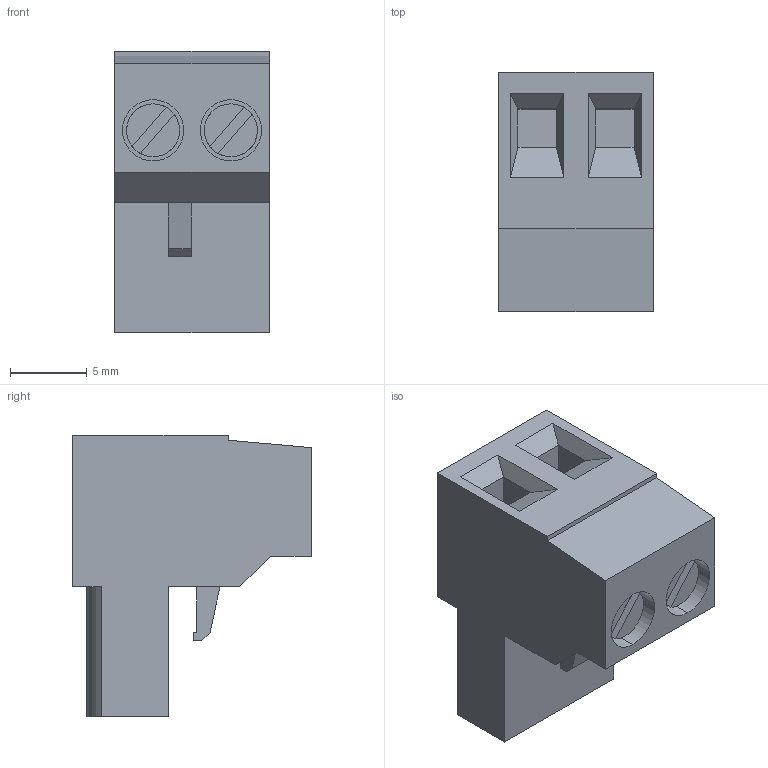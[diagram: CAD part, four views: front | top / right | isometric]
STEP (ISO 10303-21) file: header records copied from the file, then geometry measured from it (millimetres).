
FILE_DESCRIPTION (( 'STEP AP214' ), '1' );
FILE_NAME ('User Library-Green 2w Socket 5.08mm.STEP', '2015-03-06T15:08:34', ( 'Windows User' ), ( '' ), 'SwSTEP 2.0', 'SolidWorks 2015', '' );
FILE_SCHEMA (( 'AUTOMOTIVE_DESIGN' ));
Length unit declared in the file: millimetre
Products named in the file (1): User Library-Green 2w Socket 5.08mm
Bounding box: 10.08 x 15.6 x 18.4 mm (x, y, z)
Volume: 1605.5 mm3; surface area: 1503.1 mm2
Topology: 3 solids, 3 shells, 76 faces, 177 edges, 114 vertices
Faces by surface type: plane 58, cylinder 14, cone 4
Entity records: 2197 total; most frequent: DIRECTION 371, CARTESIAN_POINT 368, ORIENTED_EDGE 354, EDGE_CURVE 177, LINE 137, VECTOR 137, AXIS2_PLACEMENT_3D 117, VERTEX_POINT 114
